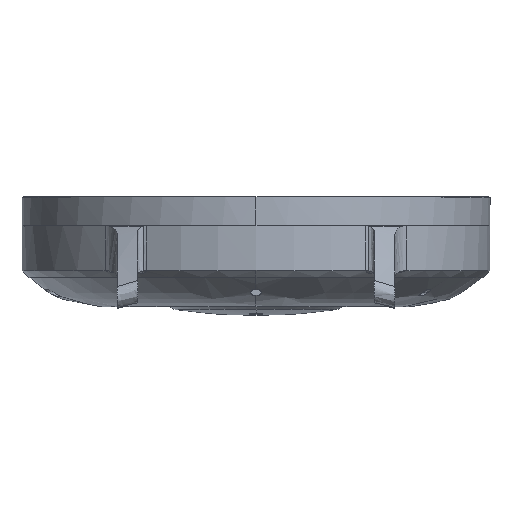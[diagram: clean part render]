
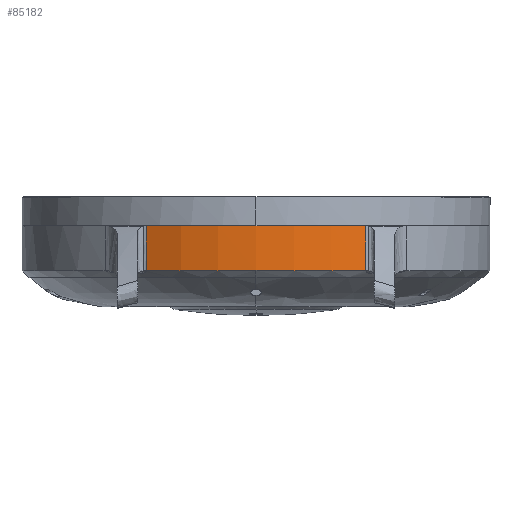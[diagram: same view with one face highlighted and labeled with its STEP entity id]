
A CAD part, top view. The second image highlights one B-rep face of the part: STEP entity #85182.
In plain terms, the highlighted free-form (B-spline) face has degree [2, 1] with [3, 2] control points.
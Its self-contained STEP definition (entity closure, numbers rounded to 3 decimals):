
#204 = VERTEX_POINT('',#205);
#205 = CARTESIAN_POINT('',(-11.124,5.237,
    20.897));
#212 = EDGE_CURVE('',#204,#213,#215,.T.);
#213 = VERTEX_POINT('',#214);
#214 = CARTESIAN_POINT('',(-11.122,0.703,
    20.894));
#215 = B_SPLINE_CURVE_WITH_KNOTS('',1,(#216,#217),.UNSPECIFIED.,.F.,.F.,
  (2,2),(0.02,3.899),.PIECEWISE_BEZIER_KNOTS.);
#216 = CARTESIAN_POINT('',(-11.124,5.237,
    20.897));
#217 = CARTESIAN_POINT('',(-11.124,0.703,
    20.897));
#664 = VERTEX_POINT('',#665);
#665 = CARTESIAN_POINT('',(0.,5.237,23.673));
#671 = EDGE_CURVE('',#672,#664,#674,.T.);
#672 = VERTEX_POINT('',#673);
#673 = CARTESIAN_POINT('',(11.124,5.237,20.897
    ));
#674 = ( BOUNDED_CURVE() B_SPLINE_CURVE(2,(#675,#676,#677),
.UNSPECIFIED.,.F.,.F.) B_SPLINE_CURVE_WITH_KNOTS((3,3),(5.794,
6.283),.PIECEWISE_BEZIER_KNOTS.) CURVE() 
GEOMETRIC_REPRESENTATION_ITEM() RATIONAL_B_SPLINE_CURVE((1.,
0.97,1.)) REPRESENTATION_ITEM('') );
#675 = CARTESIAN_POINT('',(11.124,5.237,20.897
    ));
#676 = CARTESIAN_POINT('',(5.908,5.237,23.673
    ));
#677 = CARTESIAN_POINT('',(0.,5.237,
    23.673));
#946 = VERTEX_POINT('',#947);
#947 = CARTESIAN_POINT('',(11.122,0.703,
    20.894));
#956 = EDGE_CURVE('',#946,#957,#959,.T.);
#957 = VERTEX_POINT('',#958);
#958 = CARTESIAN_POINT('',(0.,0.703,
    23.67));
#959 = B_SPLINE_CURVE_WITH_KNOTS('',3,(#960,#961,#962,#963,#964,#965),
  .UNSPECIFIED.,.F.,.F.,(4,2,4),(0.007,0.046,
    0.086),.UNSPECIFIED.);
#960 = CARTESIAN_POINT('',(11.122,0.703,
    20.894));
#961 = CARTESIAN_POINT('',(9.417,0.695,21.798
    ));
#962 = CARTESIAN_POINT('',(7.603,0.695,22.495
    ));
#963 = CARTESIAN_POINT('',(3.859,0.695,23.429
    ));
#964 = CARTESIAN_POINT('',(1.929,0.695,23.666
    ));
#965 = CARTESIAN_POINT('',(0.,0.703,
    23.67));
#85182 = ADVANCED_FACE('',(#85183),#85208,.T.);
#85183 = FACE_BOUND('',#85184,.T.);
#85184 = EDGE_LOOP('',(#85185,#85186,#85191,#85192,#85198,#85199));
#85185 = ORIENTED_EDGE('',*,*,#956,.F.);
#85186 = ORIENTED_EDGE('',*,*,#85187,.T.);
#85187 = EDGE_CURVE('',#946,#672,#85188,.T.);
#85188 = B_SPLINE_CURVE_WITH_KNOTS('',1,(#85189,#85190),.UNSPECIFIED.,
  .F.,.F.,(2,2),(-3.899,-0.02),.PIECEWISE_BEZIER_KNOTS.);
#85189 = CARTESIAN_POINT('',(11.124,0.703,
    20.897));
#85190 = CARTESIAN_POINT('',(11.124,5.237,
    20.897));
#85191 = ORIENTED_EDGE('',*,*,#671,.T.);
#85192 = ORIENTED_EDGE('',*,*,#85193,.T.);
#85193 = EDGE_CURVE('',#664,#204,#85194,.T.);
#85194 = ( BOUNDED_CURVE() B_SPLINE_CURVE(2,(#85195,#85196,#85197),
.UNSPECIFIED.,.F.,.F.) B_SPLINE_CURVE_WITH_KNOTS((3,3),(0.,
0.489),.PIECEWISE_BEZIER_KNOTS.) CURVE() 
GEOMETRIC_REPRESENTATION_ITEM() RATIONAL_B_SPLINE_CURVE((1.,
0.97,1.)) REPRESENTATION_ITEM('') );
#85195 = CARTESIAN_POINT('',(0.,5.237,23.673));
#85196 = CARTESIAN_POINT('',(-5.908,5.237,
    23.673));
#85197 = CARTESIAN_POINT('',(-11.124,5.237,
    20.897));
#85198 = ORIENTED_EDGE('',*,*,#212,.T.);
#85199 = ORIENTED_EDGE('',*,*,#85200,.F.);
#85200 = EDGE_CURVE('',#957,#213,#85201,.T.);
#85201 = B_SPLINE_CURVE_WITH_KNOTS('',3,(#85202,#85203,#85204,#85205,
    #85206,#85207),.UNSPECIFIED.,.F.,.F.,(4,2,4),(0.086,
    0.125,0.165),.UNSPECIFIED.);
#85202 = CARTESIAN_POINT('',(0.,0.703,
    23.67));
#85203 = CARTESIAN_POINT('',(-1.929,0.695,
    23.666));
#85204 = CARTESIAN_POINT('',(-3.859,0.695,
    23.429));
#85205 = CARTESIAN_POINT('',(-7.603,0.695,
    22.495));
#85206 = CARTESIAN_POINT('',(-9.417,0.695,
    21.798));
#85207 = CARTESIAN_POINT('',(-11.122,0.703,
    20.894));
#85208 = ( BOUNDED_SURFACE() B_SPLINE_SURFACE(2,1,(
    (#85209,#85210)
    ,(#85211,#85212)
    ,(#85213,#85214
)),.UNSPECIFIED.,.F.,.F.,.F.) B_SPLINE_SURFACE_WITH_KNOTS((3,3),(2,2),(
    2.652,3.631),(0.02,3.906),
.PIECEWISE_BEZIER_KNOTS.) GEOMETRIC_REPRESENTATION_ITEM() 
RATIONAL_B_SPLINE_SURFACE((
    (1.,1.)
    ,(0.883,0.883)
,(1.,1.))) REPRESENTATION_ITEM('') SURFACE() );
#85209 = CARTESIAN_POINT('',(11.124,5.237,
    20.897));
#85210 = CARTESIAN_POINT('',(11.124,0.695,
    20.897));
#85211 = CARTESIAN_POINT('',(0.,5.237,
    26.818));
#85212 = CARTESIAN_POINT('',(0.,0.695,
    26.818));
#85213 = CARTESIAN_POINT('',(-11.124,5.237,
    20.897));
#85214 = CARTESIAN_POINT('',(-11.124,0.695,
    20.897));
